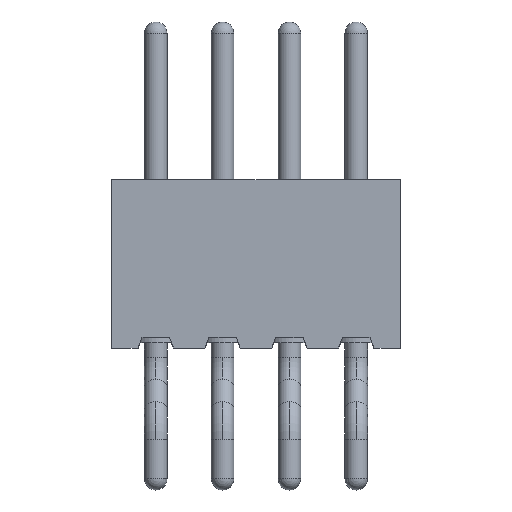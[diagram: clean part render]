
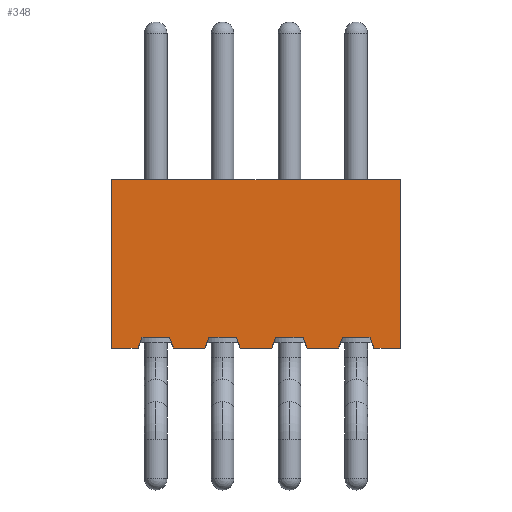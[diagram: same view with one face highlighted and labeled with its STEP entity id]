
A CAD part, top view. The second image highlights one B-rep face of the part: STEP entity #348.
In plain terms, the highlighted planar face has unit normal (0, 0, 1).
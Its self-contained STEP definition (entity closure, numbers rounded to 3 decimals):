
#348=ADVANCED_FACE('',(#700),#701,.T.);
#700=FACE_OUTER_BOUND('',#1049,.T.);
#701=PLANE('',#1050);
#1049=EDGE_LOOP('',(#2059,#2060,#2061,#2062,#2063,#2064,#2065,#2066,#2067,#2068,#2069,#2070,#2071,#2072,#2073,#2074,#2075,#2076,#2077,#2078));
#1050=AXIS2_PLACEMENT_3D('',#2079,#2080,#2081);
#2059=ORIENTED_EDGE('',*,*,#2368,.T.);
#2060=ORIENTED_EDGE('',*,*,#2389,.T.);
#2061=ORIENTED_EDGE('',*,*,#2517,.T.);
#2062=ORIENTED_EDGE('',*,*,#2519,.T.);
#2063=ORIENTED_EDGE('',*,*,#2520,.T.);
#2064=ORIENTED_EDGE('',*,*,#2511,.T.);
#2065=ORIENTED_EDGE('',*,*,#2495,.T.);
#2066=ORIENTED_EDGE('',*,*,#2426,.T.);
#2067=ORIENTED_EDGE('',*,*,#2493,.T.);
#2068=ORIENTED_EDGE('',*,*,#2482,.T.);
#2069=ORIENTED_EDGE('',*,*,#2478,.T.);
#2070=ORIENTED_EDGE('',*,*,#2422,.T.);
#2071=ORIENTED_EDGE('',*,*,#2473,.T.);
#2072=ORIENTED_EDGE('',*,*,#2461,.T.);
#2073=ORIENTED_EDGE('',*,*,#2457,.T.);
#2074=ORIENTED_EDGE('',*,*,#2418,.T.);
#2075=ORIENTED_EDGE('',*,*,#2452,.T.);
#2076=ORIENTED_EDGE('',*,*,#2383,.T.);
#2077=ORIENTED_EDGE('',*,*,#2378,.T.);
#2078=ORIENTED_EDGE('',*,*,#2416,.T.);
#2079=CARTESIAN_POINT('',(0.0,1.6,1.1));
#2080=DIRECTION('',(0.0,0.0,1.0));
#2081=DIRECTION('',(1.0,0.0,0.0));
#2368=EDGE_CURVE('',#2914,#2915,#2916,.T.);
#2378=EDGE_CURVE('',#2932,#2933,#2934,.T.);
#2383=EDGE_CURVE('',#2941,#2932,#2942,.T.);
#2389=EDGE_CURVE('',#2915,#2949,#2951,.T.);
#2416=EDGE_CURVE('',#2933,#2914,#2996,.T.);
#2418=EDGE_CURVE('',#2999,#2997,#3000,.T.);
#2422=EDGE_CURVE('',#3007,#3005,#3008,.T.);
#2426=EDGE_CURVE('',#3015,#3013,#3016,.T.);
#2452=EDGE_CURVE('',#2997,#2941,#3054,.T.);
#2457=EDGE_CURVE('',#3060,#2999,#3061,.T.);
#2461=EDGE_CURVE('',#3066,#3060,#3067,.T.);
#2473=EDGE_CURVE('',#3005,#3066,#3081,.T.);
#2478=EDGE_CURVE('',#3087,#3007,#3088,.T.);
#2482=EDGE_CURVE('',#3093,#3087,#3094,.T.);
#2493=EDGE_CURVE('',#3013,#3093,#3107,.T.);
#2495=EDGE_CURVE('',#3109,#3015,#3110,.T.);
#2511=EDGE_CURVE('',#3130,#3109,#3131,.T.);
#2517=EDGE_CURVE('',#2949,#3136,#3138,.T.);
#2519=EDGE_CURVE('',#3136,#3140,#3141,.T.);
#2520=EDGE_CURVE('',#3140,#3130,#3142,.T.);
#2914=VERTEX_POINT('',#3580);
#2915=VERTEX_POINT('',#3581);
#2916=LINE('',#3582,#3583);
#2932=VERTEX_POINT('',#3606);
#2933=VERTEX_POINT('',#3607);
#2934=LINE('',#3608,#3609);
#2941=VERTEX_POINT('',#3619);
#2942=LINE('',#3620,#3621);
#2949=VERTEX_POINT('',#3631);
#2951=LINE('',#3634,#3635);
#2996=LINE('',#3702,#3703);
#2997=VERTEX_POINT('',#3704);
#2999=VERTEX_POINT('',#3707);
#3000=LINE('',#3708,#3709);
#3005=VERTEX_POINT('',#3716);
#3007=VERTEX_POINT('',#3719);
#3008=LINE('',#3720,#3721);
#3013=VERTEX_POINT('',#3728);
#3015=VERTEX_POINT('',#3731);
#3016=LINE('',#3732,#3733);
#3054=LINE('',#3791,#3792);
#3060=VERTEX_POINT('',#3800);
#3061=LINE('',#3801,#3802);
#3066=VERTEX_POINT('',#3809);
#3067=LINE('',#3810,#3811);
#3081=LINE('',#3831,#3832);
#3087=VERTEX_POINT('',#3840);
#3088=LINE('',#3841,#3842);
#3093=VERTEX_POINT('',#3849);
#3094=LINE('',#3850,#3851);
#3107=LINE('',#3870,#3871);
#3109=VERTEX_POINT('',#3873);
#3110=LINE('',#3874,#3875);
#3130=VERTEX_POINT('',#3904);
#3131=LINE('',#3905,#3906);
#3136=VERTEX_POINT('',#3913);
#3138=LINE('',#3916,#3917);
#3140=VERTEX_POINT('',#3919);
#3141=LINE('',#3920,#3921);
#3142=LINE('',#3922,#3923);
#3580=CARTESIAN_POINT('',(2.167,0.2,1.1));
#3581=CARTESIAN_POINT('',(2.24,0.0,1.1));
#3582=CARTESIAN_POINT('',(1.834,1.116,1.1));
#3583=VECTOR('',#4404,1.0);
#3606=CARTESIAN_POINT('',(1.57,0.0,1.1));
#3607=CARTESIAN_POINT('',(1.643,0.2,1.1));
#3608=CARTESIAN_POINT('',(1.753,0.504,1.1));
#3609=VECTOR('',#4412,1.0);
#3619=CARTESIAN_POINT('',(0.97,0.0,1.1));
#3620=CARTESIAN_POINT('',(0.0,0.0,1.1));
#3621=VECTOR('',#4416,1.0);
#3631=CARTESIAN_POINT('',(2.745,0.0,1.1));
#3634=CARTESIAN_POINT('',(0.0,0.0,1.1));
#3635=VECTOR('',#4421,1.0);
#3702=CARTESIAN_POINT('',(0.953,0.2,1.1));
#3703=VECTOR('',#4444,1.0);
#3704=CARTESIAN_POINT('',(0.897,0.2,1.1));
#3707=CARTESIAN_POINT('',(0.373,0.2,1.1));
#3708=CARTESIAN_POINT('',(0.318,0.2,1.1));
#3709=VECTOR('',#4446,1.0);
#3716=CARTESIAN_POINT('',(-0.373,0.2,1.1));
#3719=CARTESIAN_POINT('',(-0.897,0.2,1.1));
#3720=CARTESIAN_POINT('',(-0.318,0.2,1.1));
#3721=VECTOR('',#4450,1.0);
#3728=CARTESIAN_POINT('',(-1.643,0.2,1.1));
#3731=CARTESIAN_POINT('',(-2.167,0.2,1.1));
#3732=CARTESIAN_POINT('',(-0.953,0.2,1.1));
#3733=VECTOR('',#4454,1.0);
#3791=CARTESIAN_POINT('',(0.638,0.912,1.1));
#3792=VECTOR('',#4475,1.0);
#3800=CARTESIAN_POINT('',(0.3,0.0,1.1));
#3801=CARTESIAN_POINT('',(0.558,0.708,1.1));
#3802=VECTOR('',#4478,1.0);
#3809=CARTESIAN_POINT('',(-0.3,0.0,1.1));
#3810=CARTESIAN_POINT('',(0.0,0.0,1.1));
#3811=VECTOR('',#4481,1.0);
#3831=CARTESIAN_POINT('',(-0.558,0.708,1.1));
#3832=VECTOR('',#4488,1.0);
#3840=CARTESIAN_POINT('',(-0.97,0.0,1.1));
#3841=CARTESIAN_POINT('',(-0.638,0.912,1.1));
#3842=VECTOR('',#4491,1.0);
#3849=CARTESIAN_POINT('',(-1.57,0.0,1.1));
#3850=CARTESIAN_POINT('',(0.0,0.0,1.1));
#3851=VECTOR('',#4494,1.0);
#3870=CARTESIAN_POINT('',(-1.753,0.504,1.1));
#3871=VECTOR('',#4501,1.0);
#3873=CARTESIAN_POINT('',(-2.24,0.0,1.1));
#3874=CARTESIAN_POINT('',(-1.834,1.116,1.1));
#3875=VECTOR('',#4502,1.0);
#3904=CARTESIAN_POINT('',(-2.745,0.0,1.1));
#3905=CARTESIAN_POINT('',(0.0,0.0,1.1));
#3906=VECTOR('',#4512,1.0);
#3913=CARTESIAN_POINT('',(2.745,3.2,1.1));
#3916=CARTESIAN_POINT('',(2.745,1.6,1.1));
#3917=VECTOR('',#4516,1.0);
#3919=CARTESIAN_POINT('',(-2.745,3.2,1.1));
#3920=CARTESIAN_POINT('',(0.0,3.2,1.1));
#3921=VECTOR('',#4517,1.0);
#3922=CARTESIAN_POINT('',(-2.745,1.6,1.1));
#3923=VECTOR('',#4518,1.0);
#4404=DIRECTION('',(0.342,-0.94,0.0));
#4412=DIRECTION('',(0.342,0.94,-0.0));
#4416=DIRECTION('',(1.0,0.0,0.0));
#4421=DIRECTION('',(1.0,0.0,0.0));
#4444=DIRECTION('',(1.0,0.0,0.0));
#4446=DIRECTION('',(1.0,0.0,0.0));
#4450=DIRECTION('',(1.0,0.0,0.0));
#4454=DIRECTION('',(1.0,0.0,0.0));
#4475=DIRECTION('',(0.342,-0.94,0.0));
#4478=DIRECTION('',(0.342,0.94,-0.0));
#4481=DIRECTION('',(1.0,0.0,0.0));
#4488=DIRECTION('',(0.342,-0.94,0.0));
#4491=DIRECTION('',(0.342,0.94,-0.0));
#4494=DIRECTION('',(1.0,0.0,0.0));
#4501=DIRECTION('',(0.342,-0.94,0.0));
#4502=DIRECTION('',(0.342,0.94,-0.0));
#4512=DIRECTION('',(1.0,0.0,0.0));
#4516=DIRECTION('',(0.0,1.0,0.0));
#4517=DIRECTION('',(-1.0,0.0,0.0));
#4518=DIRECTION('',(0.0,-1.0,0.0));
